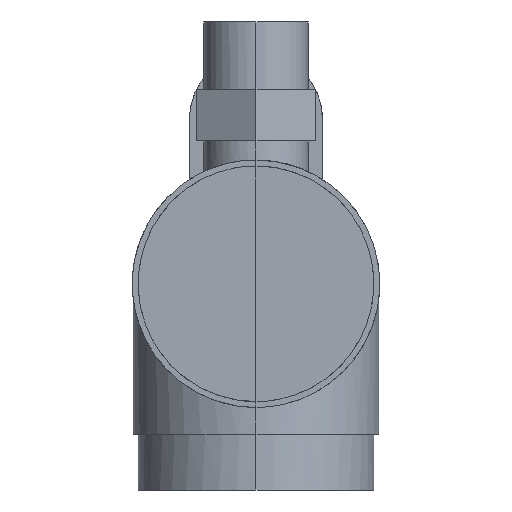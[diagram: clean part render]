
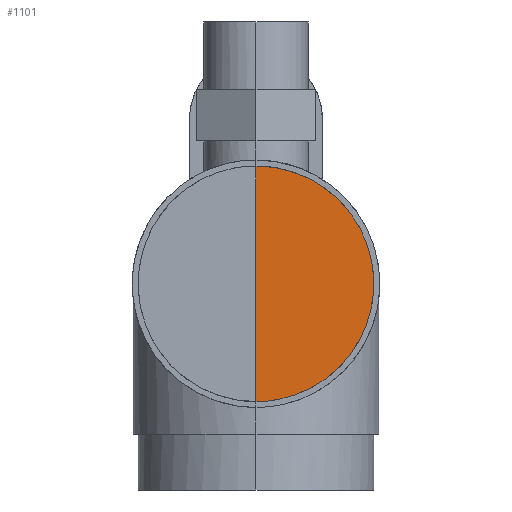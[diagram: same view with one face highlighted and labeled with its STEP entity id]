
A CAD part, left-side view. The second image highlights one B-rep face of the part: STEP entity #1101.
In plain terms, the highlighted planar face has unit normal (-1, 0, 0).
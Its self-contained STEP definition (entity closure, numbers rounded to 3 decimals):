
#1077=CARTESIAN_POINT('Axis2P3D Location',(-52.,0.,0.)) ;
#1083=CARTESIAN_POINT('Control Point',(-52.,0.,29.7)) ;
#1084=CARTESIAN_POINT('Control Point',(-52.,-29.7,29.7)) ;
#1085=CARTESIAN_POINT('Control Point',(-52.,-29.7,0.)) ;
#1086=CARTESIAN_POINT('Control Point',(-52.,-29.7,-29.7)) ;
#1087=CARTESIAN_POINT('Control Point',(-52.,0.,-29.7)) ;
#1088=CARTESIAN_POINT('Vertex',(-52.,0.,29.7)) ;
#1090=CARTESIAN_POINT('Vertex',(-52.,0.,-29.7)) ;
#1094=CARTESIAN_POINT('Control Point',(-52.,0.,-29.7)) ;
#1095=CARTESIAN_POINT('Control Point',(-52.,0.,29.7)) ;
#1078=DIRECTION('Axis2P3D Direction',(-1.,0.,0.)) ;
#1079=DIRECTION('Axis2P3D XDirection',(0.,0.,1.)) ;
#1080=AXIS2_PLACEMENT_3D('Plane Axis2P3D',#1077,#1078,#1079) ;
#1081=PLANE('',#1080) ;
#1092=EDGE_CURVE('',#1089,#1091,#1082,.T.) ;
#1096=EDGE_CURVE('',#1091,#1089,#1093,.T.) ;
#1098=ORIENTED_EDGE('',*,*,#1092,.F.) ;
#1099=ORIENTED_EDGE('',*,*,#1096,.F.) ;
#1097=EDGE_LOOP('',(#1098,#1099)) ;
#1089=VERTEX_POINT('',#1088) ;
#1091=VERTEX_POINT('',#1090) ;
#1101=ADVANCED_FACE('Solid1',(#1100),#1081,.T.) ;
#1093=B_SPLINE_CURVE_WITH_KNOTS('',1,(#1094,#1095),.UNSPECIFIED.,.F.,.U.,(2,2),(0.,59.4),.UNSPECIFIED.) ;
#1100=FACE_OUTER_BOUND('',#1097,.T.) ;
#1082=(BOUNDED_CURVE()B_SPLINE_CURVE(2,(#1083,#1084,#1085,#1086,#1087),.UNSPECIFIED.,.F.,.U.)B_SPLINE_CURVE_WITH_KNOTS((3,2,3),(0.,59.4,118.8),.UNSPECIFIED.)CURVE()GEOMETRIC_REPRESENTATION_ITEM()RATIONAL_B_SPLINE_CURVE((1.,0.707,1.,0.707,1.))REPRESENTATION_ITEM('')) ;
